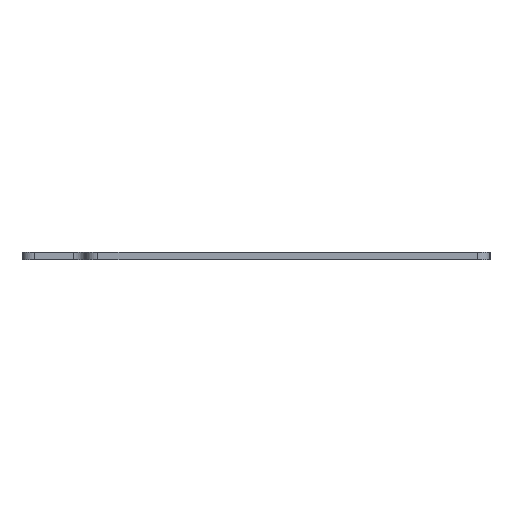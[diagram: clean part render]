
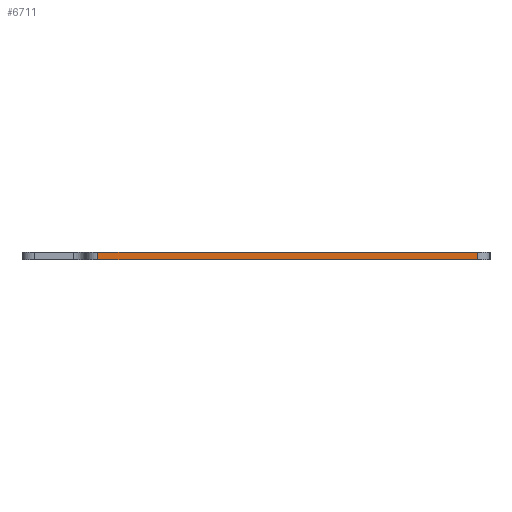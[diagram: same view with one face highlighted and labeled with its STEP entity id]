
A CAD part, left-side view. The second image highlights one B-rep face of the part: STEP entity #6711.
In plain terms, the highlighted planar face has unit normal (-1, 0, 0).
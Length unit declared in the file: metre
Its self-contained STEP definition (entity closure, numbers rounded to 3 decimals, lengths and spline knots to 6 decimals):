
#60=LINE('',#11351,#132);
#62=LINE('',#11360,#134);
#63=LINE('',#11363,#135);
#64=LINE('',#11364,#136);
#132=VECTOR('',#9641,1.);
#134=VECTOR('',#9649,1.);
#135=VECTOR('',#9650,1.);
#136=VECTOR('',#9651,1.);
#168=PLANE('',#7682);
#872=ORIENTED_EDGE('',*,*,#2256,.T.);
#873=ORIENTED_EDGE('',*,*,#2257,.T.);
#874=ORIENTED_EDGE('',*,*,#2252,.F.);
#875=ORIENTED_EDGE('',*,*,#2258,.F.);
#2252=EDGE_CURVE('',#2932,#2933,#60,.T.);
#2256=EDGE_CURVE('',#2936,#2937,#62,.T.);
#2257=EDGE_CURVE('',#2937,#2933,#63,.T.);
#2258=EDGE_CURVE('',#2936,#2932,#64,.T.);
#2932=VERTEX_POINT('',#11352);
#2933=VERTEX_POINT('',#11353);
#2936=VERTEX_POINT('',#11361);
#2937=VERTEX_POINT('',#11362);
#4209=EDGE_LOOP('',(#872,#873,#874,#875));
#5451=FACE_BOUND('',#4209,.T.);
#6711=ADVANCED_FACE('',(#5451),#168,.T.);
#7682=AXIS2_PLACEMENT_3D('',#11359,#9647,#9648);
#9641=DIRECTION('',(0.,0.,1.));
#9647=DIRECTION('',(-1.,0.,0.));
#9648=DIRECTION('',(0.,1.,0.));
#9649=DIRECTION('',(0.,0.,1.));
#9650=DIRECTION('',(0.,1.,0.));
#9651=DIRECTION('',(0.,1.,0.));
#11351=CARTESIAN_POINT('',(0.367,-0.018,0.));
#11352=CARTESIAN_POINT('',(0.367,-0.018,0.));
#11353=CARTESIAN_POINT('',(0.367,-0.018,0.00151));
#11359=CARTESIAN_POINT('',(0.367,-0.0955,0.));
#11360=CARTESIAN_POINT('',(0.367,-0.0955,0.));
#11361=CARTESIAN_POINT('',(0.367,-0.0955,0.));
#11362=CARTESIAN_POINT('',(0.367,-0.0955,0.00151));
#11363=CARTESIAN_POINT('',(0.367,-0.0955,0.00151));
#11364=CARTESIAN_POINT('',(0.367,-0.0955,0.));
